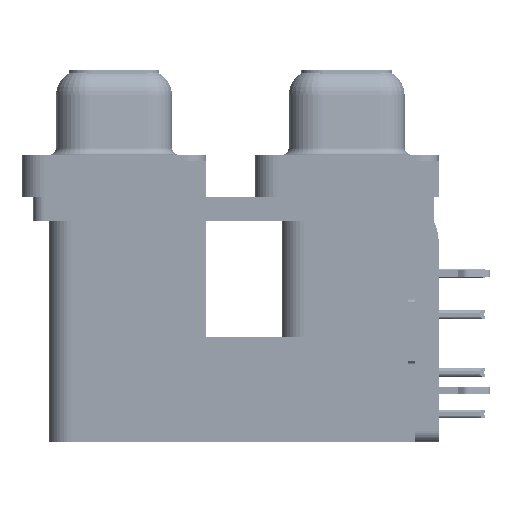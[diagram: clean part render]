
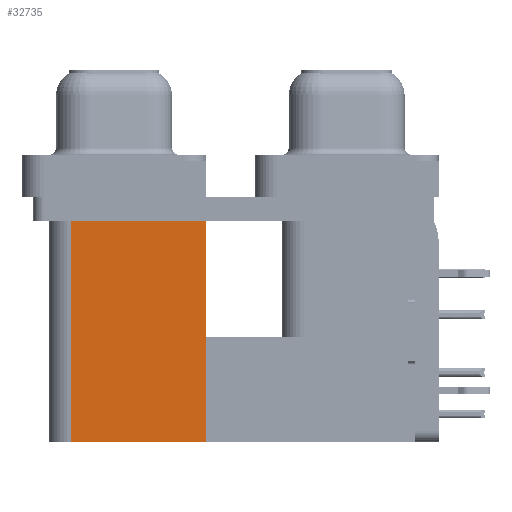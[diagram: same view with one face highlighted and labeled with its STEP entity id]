
A CAD part, left-side view. The second image highlights one B-rep face of the part: STEP entity #32735.
In plain terms, the highlighted planar face has unit normal (-1, 0, 0).
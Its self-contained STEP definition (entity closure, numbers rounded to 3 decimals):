
#1495 = VERTEX_POINT ( 'NONE', #7966 ) ;
#2600 = CARTESIAN_POINT ( 'NONE',  ( 3.79, 9.6, -19.2 ) ) ;
#4653 = DIRECTION ( 'NONE',  ( 1., 0., 0. ) ) ;
#6394 = VERTEX_POINT ( 'NONE', #26552 ) ;
#6496 = EDGE_LOOP ( 'NONE', ( #25917, #17064, #15606, #39323 ) ) ;
#6848 = VERTEX_POINT ( 'NONE', #46295 ) ;
#7966 = CARTESIAN_POINT ( 'NONE',  ( 3.79, 18.8, -19.2 ) ) ;
#9301 = CARTESIAN_POINT ( 'NONE',  ( 3.79, 18.8, -2.5 ) ) ;
#14328 = LINE ( 'NONE', #2600, #28522 ) ;
#15322 = PLANE ( 'NONE',  #35180 ) ;
#15606 = ORIENTED_EDGE ( 'NONE', *, *, #60875, .F. ) ;
#17064 = ORIENTED_EDGE ( 'NONE', *, *, #23901, .F. ) ;
#20395 = FACE_OUTER_BOUND ( 'NONE', #6496, .T. ) ;
#21217 = LINE ( 'NONE', #44973, #76849 ) ;
#23901 = EDGE_CURVE ( 'NONE', #1495, #30893, #21217, .T. ) ;
#25860 = CARTESIAN_POINT ( 'NONE',  ( 3.79, 9.6, -19.2 ) ) ;
#25917 = ORIENTED_EDGE ( 'NONE', *, *, #73171, .T. ) ;
#26552 = CARTESIAN_POINT ( 'NONE',  ( 3.79, 9.6, -19.2 ) ) ;
#28522 = VECTOR ( 'NONE', #33816, 1000. ) ;
#30537 = DIRECTION ( 'NONE',  ( 0., 1., 0. ) ) ;
#30893 = VERTEX_POINT ( 'NONE', #9301 ) ;
#32735 = ADVANCED_FACE ( 'NONE', ( #20395 ), #15322, .F. ) ;
#33816 = DIRECTION ( 'NONE',  ( 0., 0., 1. ) ) ;
#35180 = AXIS2_PLACEMENT_3D ( 'NONE', #25860, #4653, #62103 ) ;
#39323 = ORIENTED_EDGE ( 'NONE', *, *, #44933, .T. ) ;
#43257 = CARTESIAN_POINT ( 'NONE',  ( 3.79, 9.6, -2.5 ) ) ;
#43651 = LINE ( 'NONE', #43257, #59761 ) ;
#44933 = EDGE_CURVE ( 'NONE', #6394, #6848, #14328, .T. ) ;
#44973 = CARTESIAN_POINT ( 'NONE',  ( 3.79, 18.8, -19.2 ) ) ;
#46295 = CARTESIAN_POINT ( 'NONE',  ( 3.79, 9.6, -2.5 ) ) ;
#54583 = DIRECTION ( 'NONE',  ( 0., 1., 0. ) ) ;
#55070 = CARTESIAN_POINT ( 'NONE',  ( 3.79, 9.6, -19.2 ) ) ;
#55142 = VECTOR ( 'NONE', #30537, 1000. ) ;
#59761 = VECTOR ( 'NONE', #54583, 1000. ) ;
#60165 = LINE ( 'NONE', #55070, #55142 ) ;
#60875 = EDGE_CURVE ( 'NONE', #6394, #1495, #60165, .T. ) ;
#62103 = DIRECTION ( 'NONE',  ( 0., 0., -1. ) ) ;
#68755 = DIRECTION ( 'NONE',  ( 0., 0., 1. ) ) ;
#73171 = EDGE_CURVE ( 'NONE', #6848, #30893, #43651, .T. ) ;
#76849 = VECTOR ( 'NONE', #68755, 1000. ) ;
